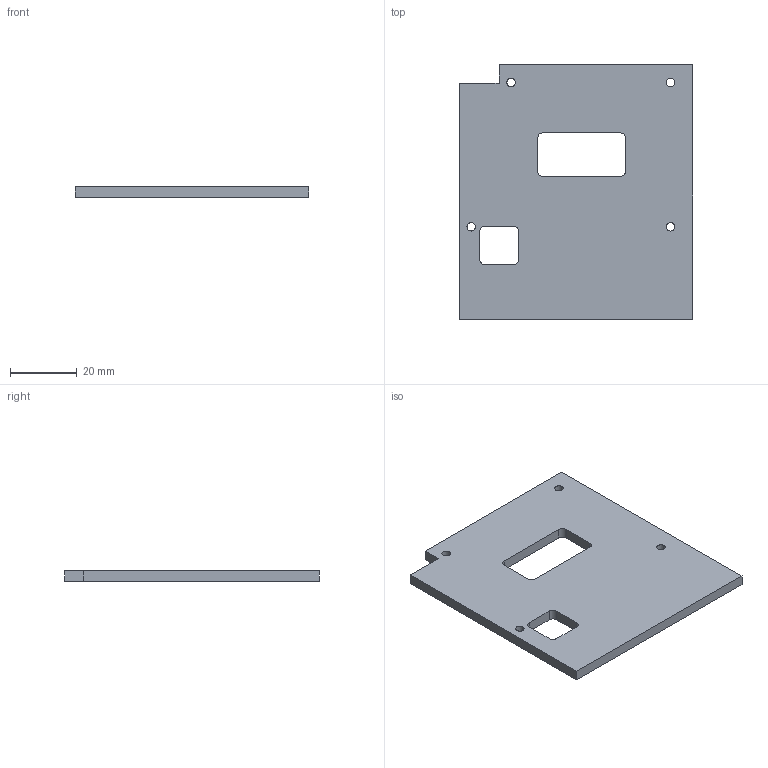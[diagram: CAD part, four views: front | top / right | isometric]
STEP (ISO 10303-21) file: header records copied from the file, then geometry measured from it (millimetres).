
FILE_DESCRIPTION(/* description */ (''),/* implementation_level */ '2;1');
FILE_NAME(/* name */ 'HeatsinkPlate.step',/* time_stamp */ '2023-09-04T22:59:50-04:00',/* author */ (''),/* organization */ (''),/* preprocessor_version */ 'ST-DEVELOPER v20',/* originating_system */ 'Autodesk Translation Framework v12.9.0.99',/* authorisation */ '');
FILE_SCHEMA (('AUTOMOTIVE_DESIGN { 1 0 10303 214 3 1 1 }'));
Length unit declared in the file: millimetre
Products named in the file (2): DingoPDM_V7_Case; HeatsinkPlate
Assembly tree (1 placements, depth 2):
  DingoPDM_V7_Case
    HeatsinkPlate
Bounding box: 69.85 x 76.2 x 3.17 mm (x, y, z)
Volume: 15118.2 mm3; surface area: 10931.6 mm2
Topology: 1 solids, 1 shells, 28 faces, 78 edges, 52 vertices
Faces by surface type: plane 16, cylinder 12
Full cylindrical faces by diameter (mm): 2.529 x4
Entity records: 990 total; most frequent: DIRECTION 164, CARTESIAN_POINT 161, ORIENTED_EDGE 156, EDGE_CURVE 78, AXIS2_PLACEMENT_3D 55, LINE 54, VECTOR 54, VERTEX_POINT 52
